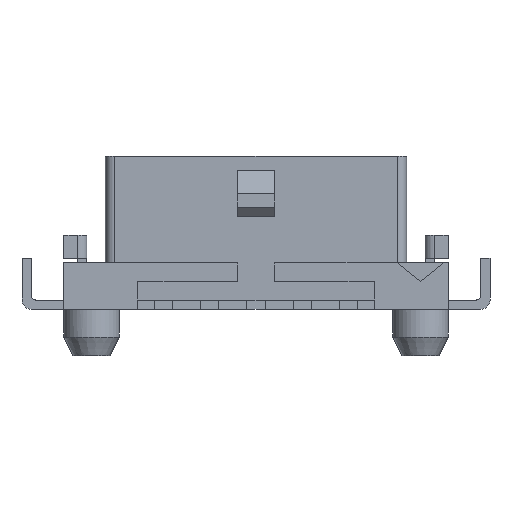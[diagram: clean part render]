
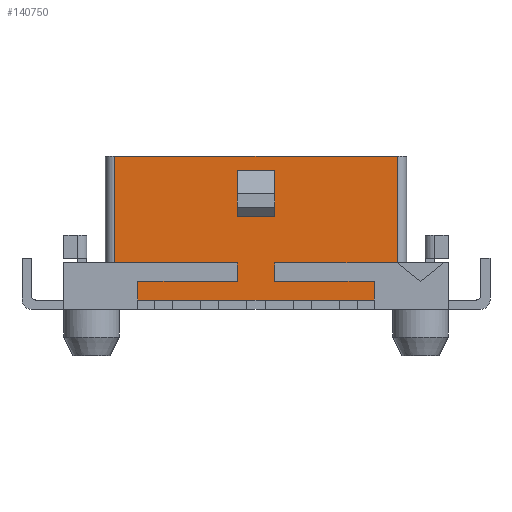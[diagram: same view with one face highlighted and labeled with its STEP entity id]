
A CAD part, front view. The second image highlights one B-rep face of the part: STEP entity #140750.
In plain terms, the highlighted planar face has unit normal (0, -1, 0).
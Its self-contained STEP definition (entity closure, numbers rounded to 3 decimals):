
#3840=CARTESIAN_POINT('',(26.252,30.493,-3.1));
#3850=VERTEX_POINT('',#3840);
#17590=CARTESIAN_POINT('',(25.652,30.493,-3.1));
#17600=VERTEX_POINT('',#17590);
#19580=CARTESIAN_POINT('',(24.902,30.493,-2.7));
#19590=VERTEX_POINT('',#19580);
#19620=CARTESIAN_POINT('',(24.902,30.493,0.));
#19630=DIRECTION('',(0.,0.,1.));
#19640=VECTOR('',#19630,1.);
#19650=LINE('',#19620,#19640);
#19660=CARTESIAN_POINT('',(24.902,30.493,-3.1));
#19670=VERTEX_POINT('',#19660);
#19680=EDGE_CURVE('',#19670,#19590,#19650,.T.);
#20150=CARTESIAN_POINT('',(27.652,30.493,-3.1));
#20160=VERTEX_POINT('',#20150);
#20950=CARTESIAN_POINT('',(28.652,30.493,-3.1));
#20960=VERTEX_POINT('',#20950);
#22770=CARTESIAN_POINT('',(29.652,30.493,-3.1));
#22780=VERTEX_POINT('',#22770);
#22930=CARTESIAN_POINT('',(29.252,30.493,-3.1));
#22940=VERTEX_POINT('',#22930);
#22970=CARTESIAN_POINT('',(0.,30.493,-3.1));
#22980=DIRECTION('',(-1.,0.,0.));
#22990=VECTOR('',#22980,1.);
#23000=LINE('',#22970,#22990);
#23010=EDGE_CURVE('',#22780,#22940,#23000,.T.);
#23460=CARTESIAN_POINT('',(27.252,30.493,-3.1));
#23470=VERTEX_POINT('',#23460);
#23860=CARTESIAN_POINT('',(26.652,30.493,-3.1));
#23870=VERTEX_POINT('',#23860);
#23920=CARTESIAN_POINT('',(0.,30.493,-3.1));
#23930=DIRECTION('',(-1.,0.,0.));
#23940=VECTOR('',#23930,1.);
#23950=LINE('',#23920,#23940);
#23960=EDGE_CURVE('',#23870,#3850,#23950,.T.);
#32470=CARTESIAN_POINT('',(28.252,30.493,-3.1));
#32480=VERTEX_POINT('',#32470);
#33010=CARTESIAN_POINT('',(0.,30.493,-3.1));
#33020=DIRECTION('',(1.,0.,0.));
#33030=VECTOR('',#33020,1.);
#33040=LINE('',#33010,#33030);
#33050=EDGE_CURVE('',#23470,#20160,#33040,.T.);
#33450=CARTESIAN_POINT('',(25.252,30.493,-3.1));
#33460=VERTEX_POINT('',#33450);
#46610=CARTESIAN_POINT('',(0.,30.493,-3.1));
#46620=DIRECTION('',(1.,0.,0.));
#46630=VECTOR('',#46620,1.);
#46640=LINE('',#46610,#46630);
#46650=EDGE_CURVE('',#32480,#20960,#46640,.T.);
#46790=CARTESIAN_POINT('',(27.052,30.493,
-0.3));
#46800=VERTEX_POINT('',#46790);
#46970=CARTESIAN_POINT('',(27.052,30.493,-1.3));
#46980=VERTEX_POINT('',#46970);
#47010=CARTESIAN_POINT('',(27.052,30.493,0.));
#47020=DIRECTION('',(0.,0.,1.));
#47030=VECTOR('',#47020,1.);
#47040=LINE('',#47010,#47030);
#47050=EDGE_CURVE('',#46980,#46800,#47040,.T.);
#47210=CARTESIAN_POINT('',(27.852,30.493,-1.3));
#47220=VERTEX_POINT('',#47210);
#47370=CARTESIAN_POINT('',(27.852,30.493,
-0.3));
#47380=VERTEX_POINT('',#47370);
#47410=CARTESIAN_POINT('',(27.852,30.493,0.));
#47420=DIRECTION('',(0.,0.,-1.));
#47430=VECTOR('',#47420,1.);
#47440=LINE('',#47410,#47430);
#47450=EDGE_CURVE('',#47380,#47220,#47440,.T.);
#47780=CARTESIAN_POINT('',(0.,30.493,-1.3));
#47790=DIRECTION('',(1.,0.,0.));
#47800=VECTOR('',#47790,1.);
#47810=LINE('',#47780,#47800);
#47820=EDGE_CURVE('',#46980,#47220,#47810,.T.);
#47950=CARTESIAN_POINT('',(0.,30.493,-0.3));
#47960=DIRECTION('',(1.,0.,0.));
#47970=VECTOR('',#47960,1.);
#47980=LINE('',#47950,#47970);
#47990=EDGE_CURVE('',#46800,#47380,#47980,.T.);
#50450=CARTESIAN_POINT('',(27.052,30.493,-2.7));
#50460=VERTEX_POINT('',#50450);
#50490=CARTESIAN_POINT('',(0.,30.493,-2.7));
#50500=DIRECTION('',(1.,0.,0.));
#50510=VECTOR('',#50500,1.);
#50520=LINE('',#50490,#50510);
#50530=EDGE_CURVE('',#19590,#50460,#50520,.T.);
#50900=CARTESIAN_POINT('',(27.852,30.493,-2.3));
#50910=VERTEX_POINT('',#50900);
#50940=CARTESIAN_POINT('',(0.,30.493,-2.3));
#50950=DIRECTION('',(1.,0.,0.));
#50960=VECTOR('',#50950,1.);
#50970=LINE('',#50940,#50960);
#50980=CARTESIAN_POINT('',(30.502,30.493,-2.3));
#50990=VERTEX_POINT('',#50980);
#51000=EDGE_CURVE('',#50910,#50990,#50970,.T.);
#51920=CARTESIAN_POINT('',(24.402,30.493,-2.3));
#51930=VERTEX_POINT('',#51920);
#51960=CARTESIAN_POINT('',(27.052,30.493,-2.3));
#51970=VERTEX_POINT('',#51960);
#51980=EDGE_CURVE('',#51930,#51970,#50970,.T.);
#54220=CARTESIAN_POINT('',(27.852,30.493,0.));
#54230=DIRECTION('',(0.,0.,1.));
#54240=VECTOR('',#54230,1.);
#54250=LINE('',#54220,#54240);
#54260=CARTESIAN_POINT('',(27.852,30.493,-2.7));
#54270=VERTEX_POINT('',#54260);
#54280=EDGE_CURVE('',#54270,#50910,#54250,.T.);
#54850=CARTESIAN_POINT('',(30.502,30.493,0.));
#54860=VERTEX_POINT('',#54850);
#54960=CARTESIAN_POINT('',(30.502,30.493,0.));
#54970=DIRECTION('',(0.,0.,-1.));
#54980=VECTOR('',#54970,1.);
#54990=LINE('',#54960,#54980);
#55000=EDGE_CURVE('',#54860,#50990,#54990,.T.);
#75280=CARTESIAN_POINT('',(24.402,30.493,0.));
#75290=VERTEX_POINT('',#75280);
#75820=CARTESIAN_POINT('',(0.,30.493,0.));
#75830=DIRECTION('',(-1.,0.,0.));
#75840=VECTOR('',#75830,1.);
#75850=LINE('',#75820,#75840);
#75860=EDGE_CURVE('',#54860,#75290,#75850,.T.);
#105800=CARTESIAN_POINT('',(24.402,30.493,0.));
#105810=DIRECTION('',(0.,0.,-1.));
#105820=VECTOR('',#105810,1.);
#105830=LINE('',#105800,#105820);
#105840=EDGE_CURVE('',#75290,#51930,#105830,.T.);
#105990=CARTESIAN_POINT('',(27.052,30.493,0.));
#106000=DIRECTION('',(0.,0.,1.));
#106010=VECTOR('',#106000,1.);
#106020=LINE('',#105990,#106010);
#106030=EDGE_CURVE('',#50460,#51970,#106020,.T.);
#114220=CARTESIAN_POINT('',(0.,30.493,-3.1));
#114230=DIRECTION('',(-1.,0.,0.));
#114240=VECTOR('',#114230,1.);
#114250=LINE('',#114220,#114240);
#114260=EDGE_CURVE('',#17600,#33460,#114250,.T.);
#115890=CARTESIAN_POINT('',(30.002,30.493,-3.1));
#115900=VERTEX_POINT('',#115890);
#115930=CARTESIAN_POINT('',(30.002,30.493,0.));
#115940=DIRECTION('',(0.,0.,-1.));
#115950=VECTOR('',#115940,1.);
#115960=LINE('',#115930,#115950);
#115970=CARTESIAN_POINT('',(30.002,30.493,-2.7));
#115980=VERTEX_POINT('',#115970);
#115990=EDGE_CURVE('',#115980,#115900,#115960,.T.);
#139930=CARTESIAN_POINT('',(0.,30.493,-2.7));
#139940=DIRECTION('',(1.,0.,0.));
#139950=VECTOR('',#139940,1.);
#139960=LINE('',#139930,#139950);
#139970=EDGE_CURVE('',#54270,#115980,#139960,.T.);
#140300=CARTESIAN_POINT('',(25.531,30.493,
-2.544));
#140310=DIRECTION('',(0.,-1.,0.));
#140320=DIRECTION('',(1.,0.,0.));
#140330=AXIS2_PLACEMENT_3D('',#140300,#140310,#140320);
#140340=PLANE('',#140330);
#140350=CARTESIAN_POINT('',(0.,30.493,-3.1));
#140360=DIRECTION('',(1.,0.,0.));
#140370=VECTOR('',#140360,1.);
#140380=LINE('',#140350,#140370);
#140390=EDGE_CURVE('',#22780,#115900,#140380,.T.);
#140400=ORIENTED_EDGE('',*,*,#140390,.T.);
#140410=ORIENTED_EDGE('',*,*,#23010,.F.);
#140420=EDGE_CURVE('',#20960,#22940,#140380,.T.);
#140430=ORIENTED_EDGE('',*,*,#140420,.T.);
#140440=ORIENTED_EDGE('',*,*,#46650,.T.);
#140450=EDGE_CURVE('',#20160,#32480,#140380,.T.);
#140460=ORIENTED_EDGE('',*,*,#140450,.T.);
#140470=ORIENTED_EDGE('',*,*,#33050,.T.);
#140480=EDGE_CURVE('',#23870,#23470,#140380,.T.);
#140490=ORIENTED_EDGE('',*,*,#140480,.T.);
#140500=ORIENTED_EDGE('',*,*,#23960,.F.);
#140510=EDGE_CURVE('',#17600,#3850,#140380,.T.);
#140520=ORIENTED_EDGE('',*,*,#140510,.T.);
#140530=ORIENTED_EDGE('',*,*,#114260,.F.);
#140540=EDGE_CURVE('',#19670,#33460,#140380,.T.);
#140550=ORIENTED_EDGE('',*,*,#140540,.T.);
#140560=ORIENTED_EDGE('',*,*,#19680,.F.);
#140570=ORIENTED_EDGE('',*,*,#50530,.F.);
#140580=ORIENTED_EDGE('',*,*,#106030,.F.);
#140590=ORIENTED_EDGE('',*,*,#51980,.T.);
#140600=ORIENTED_EDGE('',*,*,#105840,.T.);
#140610=ORIENTED_EDGE('',*,*,#75860,.T.);
#140620=ORIENTED_EDGE('',*,*,#55000,.F.);
#140630=ORIENTED_EDGE('',*,*,#51000,.T.);
#140640=ORIENTED_EDGE('',*,*,#54280,.T.);
#140650=ORIENTED_EDGE('',*,*,#139970,.F.);
#140660=ORIENTED_EDGE('',*,*,#115990,.F.);
#140670=EDGE_LOOP('',(#140660,#140650,#140640,#140630,#140620,#140610,
#140600,#140590,#140580,#140570,#140560,#140550,#140530,#140520,#140500,
#140490,#140470,#140460,#140440,#140430,#140410,#140400));
#140680=FACE_OUTER_BOUND('',#140670,.T.);
#140690=ORIENTED_EDGE('',*,*,#47050,.T.);
#140700=ORIENTED_EDGE('',*,*,#47820,.F.);
#140710=ORIENTED_EDGE('',*,*,#47450,.T.);
#140720=ORIENTED_EDGE('',*,*,#47990,.T.);
#140730=EDGE_LOOP('',(#140720,#140710,#140700,#140690));
#140740=FACE_BOUND('',#140730,.T.);
#140750=ADVANCED_FACE('',(#140680,#140740),#140340,.T.);
